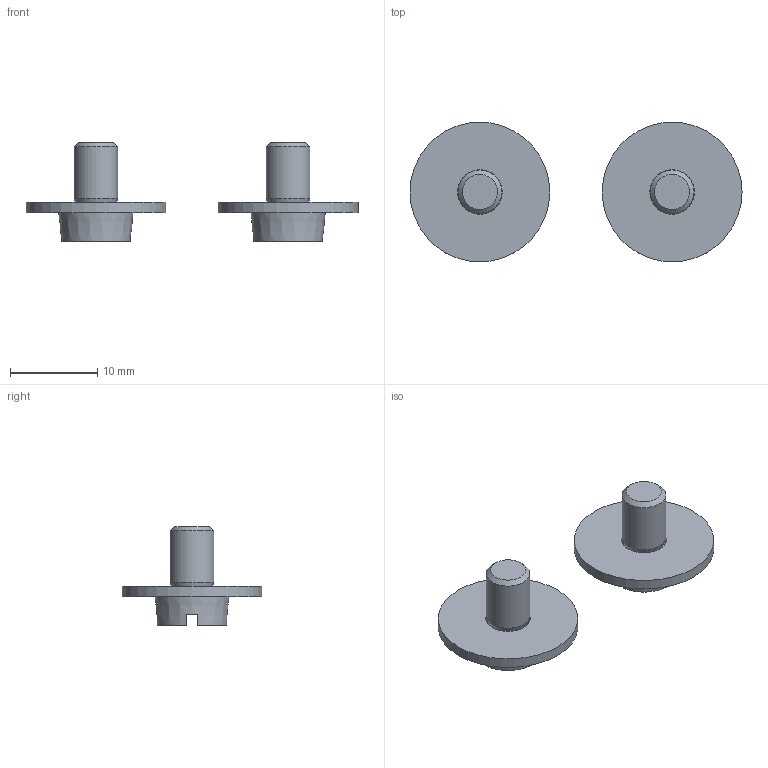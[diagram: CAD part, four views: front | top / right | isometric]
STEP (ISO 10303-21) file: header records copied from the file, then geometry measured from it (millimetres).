
FILE_DESCRIPTION(/* description */ (''),/* implementation_level */ '2;1');
FILE_NAME(/* name */ 'CAPPR_KEMET_PEH200MJ5220MU2_part2.stp',/* time_stamp */ '2016-07-11T11:43:40+02:00',/* author */ ('riccim'),/* organization */ (''),/* preprocessor_version */ 'ST-DEVELOPER v15.5',/* originating_system */ 'AutoCAD Mechanical',/* authorisation */ '');
FILE_SCHEMA (('AUTOMOTIVE_DESIGN { 1 0 10303 214 3 1 1 }'));
Length unit declared in the file: millimetre
Products named in the file (1): Product
Bounding box: 38 x 16 x 11.3 mm (x, y, z)
Volume: 1065.9 mm3; surface area: 1537.4 mm2
Topology: 4 solids, 4 shells, 34 faces, 64 edges, 40 vertices
Faces by surface type: plane 18, cone 8, cylinder 6, torus 2
Full cylindrical faces by diameter (mm): 5 x2, 5.1 x2, 16 x2
Entity records: 825 total; most frequent: CARTESIAN_POINT 167, DIRECTION 138, ORIENTED_EDGE 92, AXIS2_PLACEMENT_3D 65, EDGE_LOOP 56, EDGE_CURVE 46, VERTEX_POINT 38, FACE_OUTER_BOUND 34
